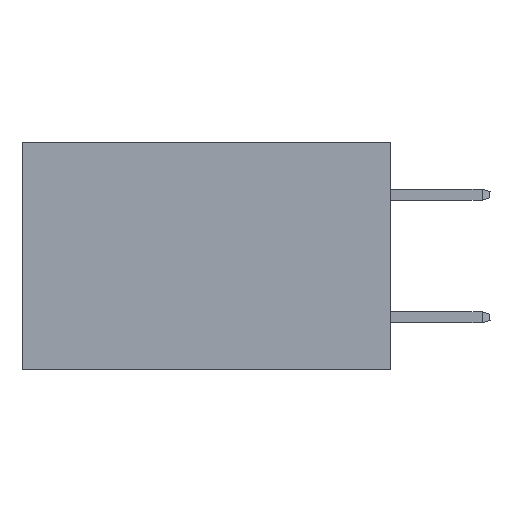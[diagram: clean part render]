
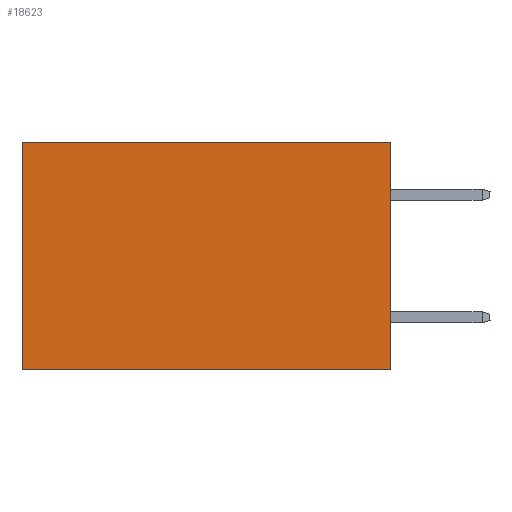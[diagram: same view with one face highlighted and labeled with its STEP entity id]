
A CAD part, left-side view. The second image highlights one B-rep face of the part: STEP entity #18623.
In plain terms, the highlighted planar face has unit normal (-1, 0, 0).
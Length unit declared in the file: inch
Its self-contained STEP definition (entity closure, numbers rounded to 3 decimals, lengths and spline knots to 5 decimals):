
#1620 = CARTESIAN_POINT ( 'NONE',  ( 0.2875, 0., 0. ) ) ;
#1641 = EDGE_CURVE ( 'NONE', #7507, #7723, #4426, .T. ) ;
#2358 = DIRECTION ( 'NONE',  ( 0., 0., -1. ) ) ;
#2497 = VERTEX_POINT ( 'NONE', #11423 ) ;
#2689 = CARTESIAN_POINT ( 'NONE',  ( 0.2875, 0.6, -0.37 ) ) ;
#3111 = FACE_OUTER_BOUND ( 'NONE', #18552, .T. ) ;
#3375 = VECTOR ( 'NONE', #9924, 39.37008 ) ;
#4088 = ORIENTED_EDGE ( 'NONE', *, *, #19884, .F. ) ;
#4137 = EDGE_CURVE ( 'NONE', #2497, #19817, #10906, .T. ) ;
#4426 = LINE ( 'NONE', #5231, #12499 ) ;
#4501 = LINE ( 'NONE', #1620, #9284 ) ;
#5231 = CARTESIAN_POINT ( 'NONE',  ( 0.2875, 0.6, 0. ) ) ;
#5331 = CARTESIAN_POINT ( 'NONE',  ( 0.2875, 0.6, 0. ) ) ;
#7507 = VERTEX_POINT ( 'NONE', #5331 ) ;
#7723 = VERTEX_POINT ( 'NONE', #2689 ) ;
#7836 = VECTOR ( 'NONE', #12162, 39.37008 ) ;
#8520 = DIRECTION ( 'NONE',  ( 0., 0., -1. ) ) ;
#8936 = CARTESIAN_POINT ( 'NONE',  ( 0.2875, 0., 0. ) ) ;
#8973 = CARTESIAN_POINT ( 'NONE',  ( 0.2875, 0., -0.37 ) ) ;
#9003 = ORIENTED_EDGE ( 'NONE', *, *, #4137, .F. ) ;
#9284 = VECTOR ( 'NONE', #17510, 39.37008 ) ;
#9924 = DIRECTION ( 'NONE',  ( 0., 0., -1. ) ) ;
#10370 = PLANE ( 'NONE',  #12737 ) ;
#10906 = LINE ( 'NONE', #8936, #3375 ) ;
#11423 = CARTESIAN_POINT ( 'NONE',  ( 0.2875, 0., 0. ) ) ;
#11999 = DIRECTION ( 'NONE',  ( 1., 0., 0. ) ) ;
#12027 = CARTESIAN_POINT ( 'NONE',  ( 0.2875, 0., -0.37 ) ) ;
#12162 = DIRECTION ( 'NONE',  ( 0., 1., 0. ) ) ;
#12499 = VECTOR ( 'NONE', #8520, 39.37008 ) ;
#12737 = AXIS2_PLACEMENT_3D ( 'NONE', #19687, #11999, #2358 ) ;
#12960 = EDGE_CURVE ( 'NONE', #2497, #7507, #4501, .T. ) ;
#14905 = ORIENTED_EDGE ( 'NONE', *, *, #12960, .T. ) ;
#16793 = LINE ( 'NONE', #8973, #7836 ) ;
#17510 = DIRECTION ( 'NONE',  ( 0., 1., 0. ) ) ;
#18552 = EDGE_LOOP ( 'NONE', ( #19833, #4088, #9003, #14905 ) ) ;
#18623 = ADVANCED_FACE ( 'NONE', ( #3111 ), #10370, .F. ) ;
#19687 = CARTESIAN_POINT ( 'NONE',  ( 0.2875, 0., 0. ) ) ;
#19817 = VERTEX_POINT ( 'NONE', #12027 ) ;
#19833 = ORIENTED_EDGE ( 'NONE', *, *, #1641, .T. ) ;
#19884 = EDGE_CURVE ( 'NONE', #19817, #7723, #16793, .T. ) ;
